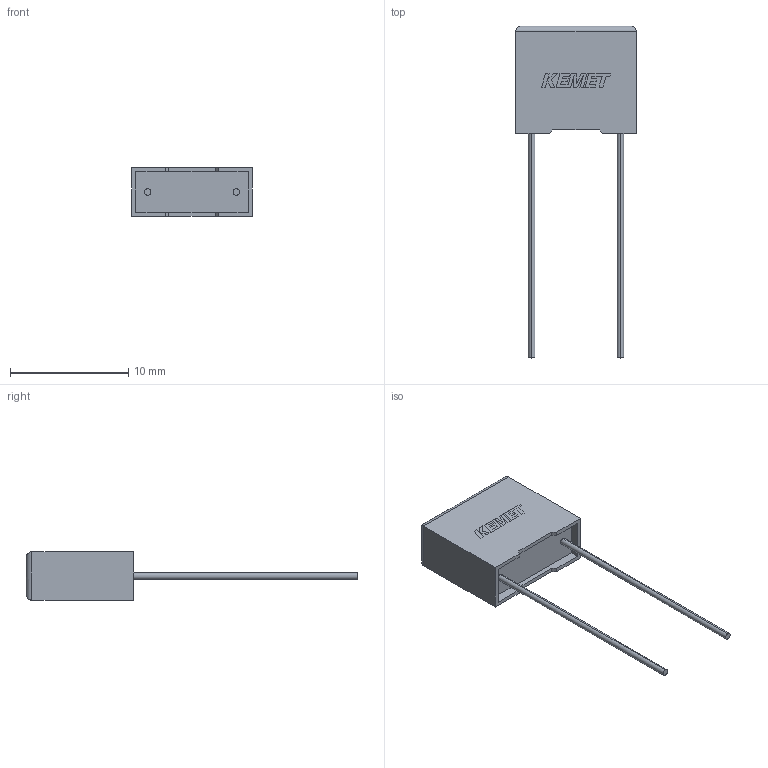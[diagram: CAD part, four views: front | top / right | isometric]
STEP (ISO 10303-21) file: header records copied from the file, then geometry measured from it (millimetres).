
FILE_DESCRIPTION (( 'STEP AP214' ), '1' );
FILE_NAME ('CFR_RB2_10X9X4_L10.2H9.1T4.1S7.5H019F0.55.STEP', '2021-06-04T18:23:35', ( '' ), ( '' ), 'SwSTEP 2.0', 'SolidWorks 2020', '' );
FILE_SCHEMA (( 'AUTOMOTIVE_DESIGN' ));
Length unit declared in the file: millimetre
Products named in the file (1): CFR_RB2_10X9X4_L10.2H9.1T4.1S7.5H019F0.55
Bounding box: 10.2 x 28.1 x 4.11 mm (x, y, z)
Volume: 363.2 mm3; surface area: 428.1 mm2
Topology: 4 solids, 4 shells, 85 faces, 221 edges, 146 vertices
Faces by surface type: plane 77, cylinder 8
Entity records: 2920 total; most frequent: CARTESIAN_POINT 465, ORIENTED_EDGE 442, DIRECTION 397, EDGE_CURVE 221, LINE 209, VECTOR 209, VERTEX_POINT 146, AXIS2_PLACEMENT_3D 94
